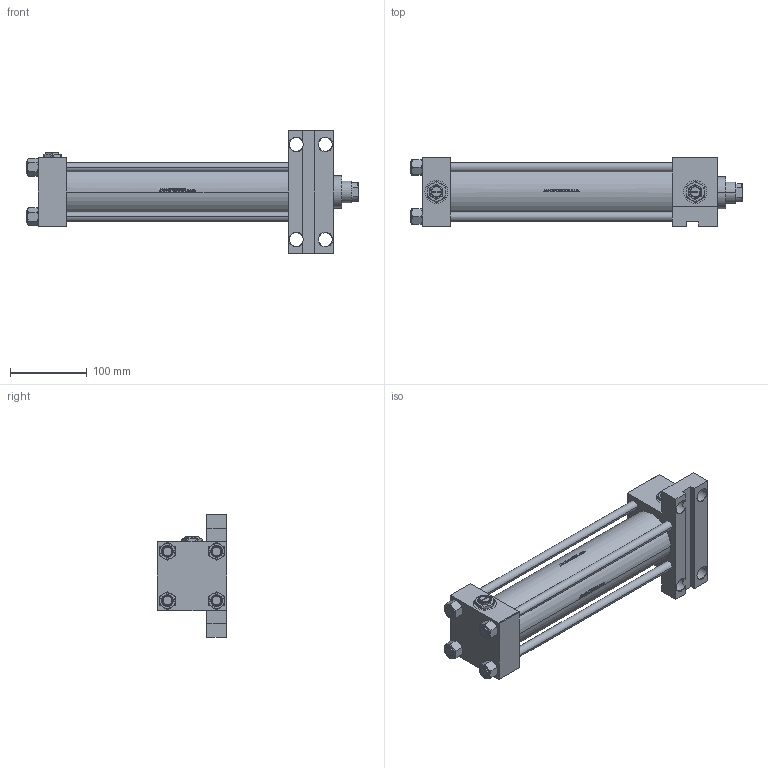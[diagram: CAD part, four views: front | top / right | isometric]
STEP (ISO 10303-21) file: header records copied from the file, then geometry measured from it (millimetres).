
FILE_DESCRIPTION (( 'STEP AP203' ), '1' );
FILE_NAME ('9e8f.STEP', '2023-01-17T17:38:02', ( '' ), ( '' ), 'SwSTEP 2.0', 'SolidWorks 2019', '' );
FILE_SCHEMA (( 'CONFIG_CONTROL_DESIGN' ));
Length unit declared in the file: millimetre
Products named in the file (7): Zatka_pro_OIL_PORT 51d92040acfb53aad3da2e15e2463ba1; V215CR_F_TYCINKA 51d92040acfb53aad3da2e15e2463ba1; V215CR_VCP_F 51d92040acfb53aad3da2e15e2463ba1; V215_VC_A 51d92040acfb53aad3da2e15e2463ba1; 9e8f; V215CR_F_Body 51d92040acfb53aad3da2e15e2463ba1; NUT_M5_F 51d92040acfb53aad3da2e15e2463ba1
Assembly tree (13 placements, depth 2):
  9e8f
    V215CR_F_Body 51d92040acfb53aad3da2e15e2463ba1
    V215CR_VCP_F 51d92040acfb53aad3da2e15e2463ba1
    V215CR_F_TYCINKA 51d92040acfb53aad3da2e15e2463ba1  x4
    NUT_M5_F 51d92040acfb53aad3da2e15e2463ba1  x4
    V215_VC_A 51d92040acfb53aad3da2e15e2463ba1
    Zatka_pro_OIL_PORT 51d92040acfb53aad3da2e15e2463ba1  x2
Bounding box: 433 x 90 x 160 mm (x, y, z)
Volume: 1400746.8 mm3; surface area: 349343.9 mm2
Topology: 13 solids, 13 shells, 1211 faces, 2985 edges, 1921 vertices
Faces by surface type: plane 489, bspline 380, cone 194, cylinder 140, torus 8
Entity records: 49932 total; most frequent: CARTESIAN_POINT 26599, ORIENTED_EDGE 5270, DIRECTION 3402, EDGE_CURVE 2635, VERTEX_POINT 1719, VECTOR 1336, LINE 1336, EDGE_LOOP 1192
